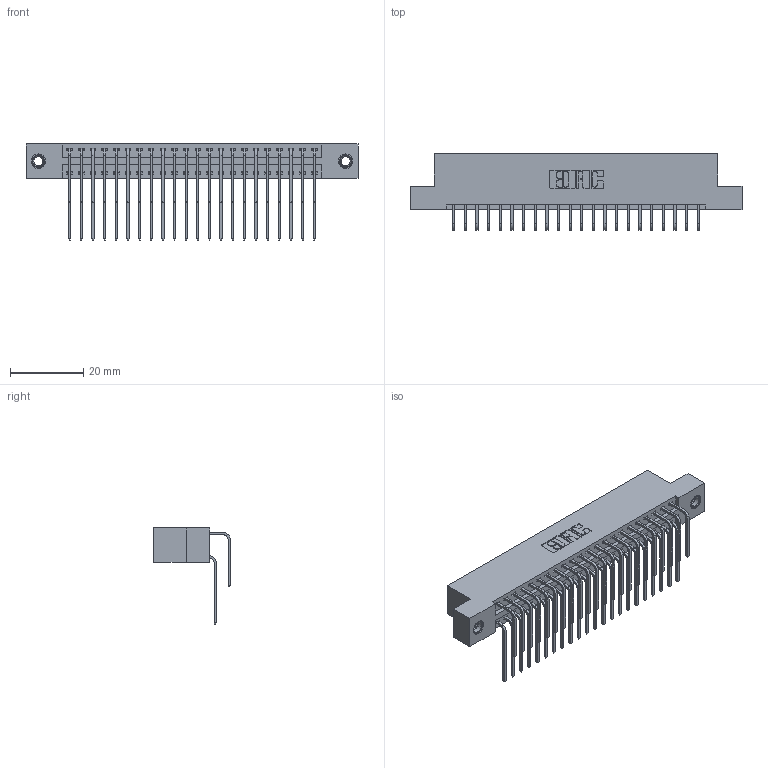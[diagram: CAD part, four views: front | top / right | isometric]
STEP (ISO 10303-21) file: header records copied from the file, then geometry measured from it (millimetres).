
FILE_DESCRIPTION (( 'STEP AP203' ), '1' );
FILE_NAME ('346-044-559-207.STEP', '2018-08-25T02:54:44', ( '' ), ( '' ), 'SwSTEP 2.0', 'SolidWorks 2016', '' );
FILE_SCHEMA (( 'CONFIG_CONTROL_DESIGN' ));
Length unit declared in the file: inch
Products named in the file (5): 345-250-001_345-250-005-103; 346-044-559-207; 346 Part_Flush Mounting Lugs - 0.156 Dia-TI; 345-292-001_558 559 Tail - 1; 345-292-001_559 Tail - 2
Assembly tree (47 placements, depth 2):
  346-044-559-207
    346 Part_Flush Mounting Lugs - 0.156 Dia-TI
    345-292-001_558 559 Tail - 1  x22
    345-292-001_559 Tail - 2  x22
    345-250-001_345-250-005-103  x2
Bounding box: 90.42 x 20.89 x 26.16 mm (x, y, z)
Volume: 8902.4 mm3; surface area: 13174.1 mm2
Topology: 47 solids, 47 shells, 2558 faces, 7549 edges, 4966 vertices
Faces by surface type: plane 1736, cylinder 806, cone 12, torus 4
Entity records: 20020 total; most frequent: CARTESIAN_POINT 3362, ORIENTED_EDGE 3238, DIRECTION 3013, EDGE_CURVE 1619, LINE 1339, VECTOR 1339, VERTEX_POINT 1072, AXIS2_PLACEMENT_3D 837
